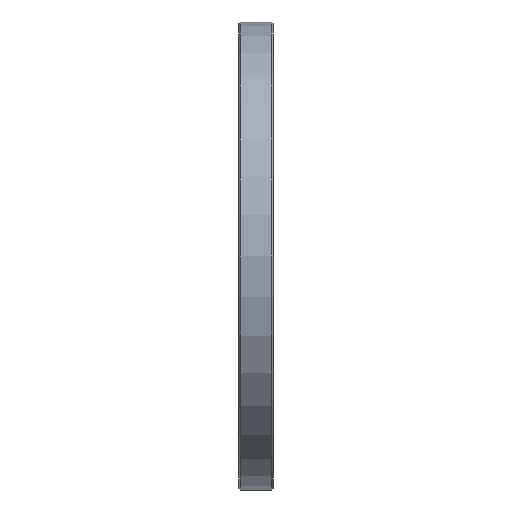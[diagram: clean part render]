
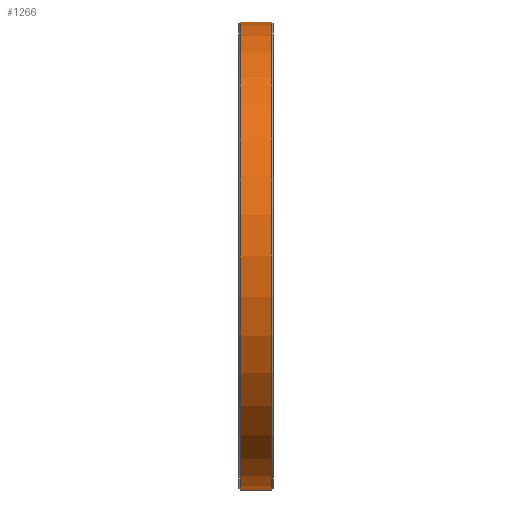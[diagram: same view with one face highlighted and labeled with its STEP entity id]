
A CAD part, left-side view. The second image highlights one B-rep face of the part: STEP entity #1266.
In plain terms, the highlighted cylindrical face has radius 82.5 mm (diameter 165 mm), a partial arc.
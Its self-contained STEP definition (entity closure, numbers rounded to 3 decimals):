
#30 = EDGE_LOOP ( 'NONE', ( #316, #518, #1373, #200 ) ) ;
#50 = DIRECTION ( 'NONE',  ( 0., 0., -1. ) ) ;
#55 = VERTEX_POINT ( 'NONE', #1487 ) ;
#58 = DIRECTION ( 'NONE',  ( 0., 1., 0. ) ) ;
#129 = DIRECTION ( 'NONE',  ( 0., -1., 0. ) ) ;
#200 = ORIENTED_EDGE ( 'NONE', *, *, #269, .T. ) ;
#269 = EDGE_CURVE ( 'NONE', #658, #326, #1697, .T. ) ;
#316 = ORIENTED_EDGE ( 'NONE', *, *, #679, .F. ) ;
#326 = VERTEX_POINT ( 'NONE', #1792 ) ;
#399 = DIRECTION ( 'NONE',  ( 0., -1., 0. ) ) ;
#439 = AXIS2_PLACEMENT_3D ( 'NONE', #2024, #2009, #50 ) ;
#497 = CARTESIAN_POINT ( 'NONE',  ( 0., 0.4, -82.5 ) ) ;
#518 = ORIENTED_EDGE ( 'NONE', *, *, #868, .T. ) ;
#563 = CARTESIAN_POINT ( 'NONE',  ( 0., -12.074, -82.5 ) ) ;
#658 = VERTEX_POINT ( 'NONE', #497 ) ;
#679 = EDGE_CURVE ( 'NONE', #1218, #326, #733, .T. ) ;
#733 = LINE ( 'NONE', #2119, #1956 ) ;
#775 = EDGE_CURVE ( 'NONE', #55, #658, #1859, .T. ) ;
#868 = EDGE_CURVE ( 'NONE', #1218, #55, #1964, .T. ) ;
#895 = CYLINDRICAL_SURFACE ( 'NONE', #439, 82.5 ) ;
#1218 = VERTEX_POINT ( 'NONE', #2016 ) ;
#1266 = ADVANCED_FACE ( 'NONE', ( #1402 ), #895, .T. ) ;
#1373 = ORIENTED_EDGE ( 'NONE', *, *, #775, .T. ) ;
#1402 = FACE_OUTER_BOUND ( 'NONE', #30, .T. ) ;
#1411 = CARTESIAN_POINT ( 'NONE',  ( 0., 0.4, 0. ) ) ;
#1425 = VECTOR ( 'NONE', #399, 1000. ) ;
#1435 = DIRECTION ( 'NONE',  ( 0., 0., 1. ) ) ;
#1487 = CARTESIAN_POINT ( 'NONE',  ( 0., 11.6, -82.5 ) ) ;
#1663 = CARTESIAN_POINT ( 'NONE',  ( 0., 11.6, 0. ) ) ;
#1670 = DIRECTION ( 'NONE',  ( 0., -1., 0. ) ) ;
#1697 = CIRCLE ( 'NONE', #2059, 82.5 ) ;
#1792 = CARTESIAN_POINT ( 'NONE',  ( 0., 0.4, 82.5 ) ) ;
#1799 = DIRECTION ( 'NONE',  ( 0., 0., -1. ) ) ;
#1815 = AXIS2_PLACEMENT_3D ( 'NONE', #1663, #1670, #1799 ) ;
#1859 = LINE ( 'NONE', #563, #1425 ) ;
#1956 = VECTOR ( 'NONE', #129, 1000. ) ;
#1964 = CIRCLE ( 'NONE', #1815, 82.5 ) ;
#2009 = DIRECTION ( 'NONE',  ( 0., -1., 0. ) ) ;
#2016 = CARTESIAN_POINT ( 'NONE',  ( 0., 11.6, 82.5 ) ) ;
#2024 = CARTESIAN_POINT ( 'NONE',  ( 0., -12.074, 0. ) ) ;
#2059 = AXIS2_PLACEMENT_3D ( 'NONE', #1411, #58, #1435 ) ;
#2119 = CARTESIAN_POINT ( 'NONE',  ( 0., -12.074, 82.5 ) ) ;
